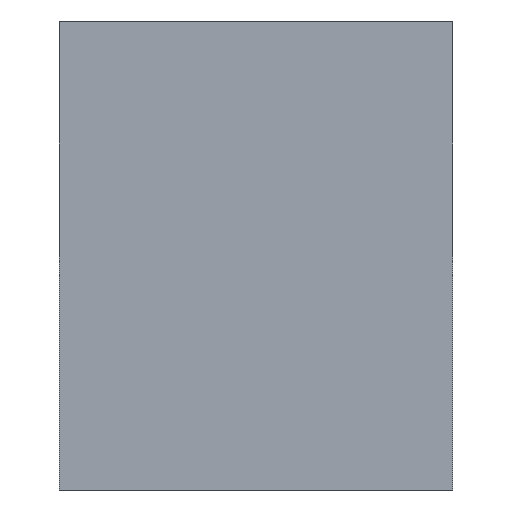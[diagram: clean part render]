
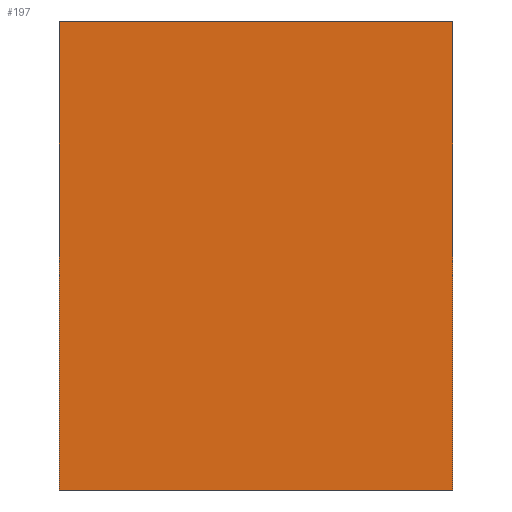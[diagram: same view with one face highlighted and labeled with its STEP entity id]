
A CAD part, left-side view. The second image highlights one B-rep face of the part: STEP entity #197.
In plain terms, the highlighted planar face has unit normal (-1, 0, 0).
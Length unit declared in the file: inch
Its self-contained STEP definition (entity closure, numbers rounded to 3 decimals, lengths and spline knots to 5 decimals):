
#25=LINE('',#330,#41);
#26=LINE('',#333,#42);
#27=LINE('',#335,#43);
#28=LINE('',#336,#44);
#41=VECTOR('',#276,0.3937);
#42=VECTOR('',#279,0.3937);
#43=VECTOR('',#280,0.3937);
#44=VECTOR('',#281,0.3937);
#65=FACE_OUTER_BOUND('',#78,.T.);
#78=EDGE_LOOP('',(#162,#163,#164,#165));
#107=VERTEX_POINT('',#326);
#108=VERTEX_POINT('',#328);
#109=VERTEX_POINT('',#332);
#110=VERTEX_POINT('',#334);
#129=EDGE_CURVE('',#107,#108,#25,.T.);
#130=EDGE_CURVE('',#107,#109,#26,.T.);
#131=EDGE_CURVE('',#110,#108,#27,.T.);
#132=EDGE_CURVE('',#109,#110,#28,.T.);
#162=ORIENTED_EDGE('',*,*,#130,.F.);
#163=ORIENTED_EDGE('',*,*,#129,.T.);
#164=ORIENTED_EDGE('',*,*,#131,.F.);
#165=ORIENTED_EDGE('',*,*,#132,.F.);
#186=PLANE('',#230);
#197=ADVANCED_FACE('',(#65),#186,.T.);
#230=AXIS2_PLACEMENT_3D('',#331,#277,#278);
#276=DIRECTION('',(0.,0.,1.));
#277=DIRECTION('center_axis',(-1.,0.,0.));
#278=DIRECTION('ref_axis',(0.,-1.,0.));
#279=DIRECTION('',(0.,1.,0.));
#280=DIRECTION('',(0.,-1.,0.));
#281=DIRECTION('',(0.,0.,1.));
#326=CARTESIAN_POINT('',(-1.5,-2.5,0.));
#328=CARTESIAN_POINT('',(-1.5,-2.5,2.381));
#330=CARTESIAN_POINT('',(-1.5,-2.5,0.));
#331=CARTESIAN_POINT('Origin',(-1.5,-0.5,0.));
#332=CARTESIAN_POINT('',(-1.5,-0.5,0.));
#333=CARTESIAN_POINT('',(-1.5,-2.5,0.));
#334=CARTESIAN_POINT('',(-1.5,-0.5,2.381));
#335=CARTESIAN_POINT('',(-1.5,-2.5,2.381));
#336=CARTESIAN_POINT('',(-1.5,-0.5,0.));
